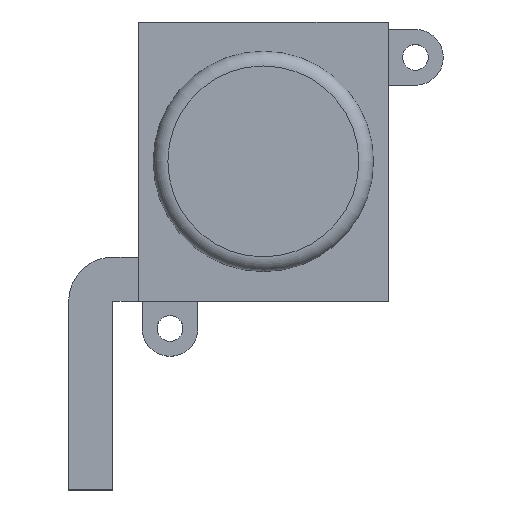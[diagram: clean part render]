
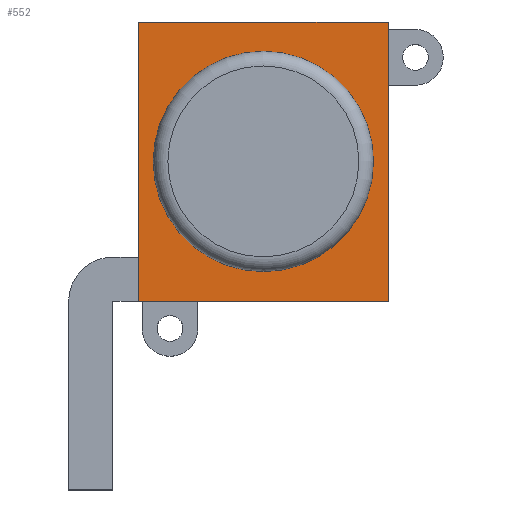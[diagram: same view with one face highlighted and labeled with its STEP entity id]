
A CAD part, top view. The second image highlights one B-rep face of the part: STEP entity #552.
In plain terms, the highlighted planar face has unit normal (0, 0, 1).
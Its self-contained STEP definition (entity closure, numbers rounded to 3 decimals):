
#25=FACE_BOUND('',#222,.T.);
#40=PLANE('',#616);
#74=LINE('',#880,#129);
#77=LINE('',#885,#132);
#81=LINE('',#892,#136);
#85=LINE('',#898,#140);
#129=VECTOR('',#725,10.);
#132=VECTOR('',#730,10.);
#136=VECTOR('',#736,10.);
#140=VECTOR('',#742,10.);
#187=FACE_OUTER_BOUND('',#221,.T.);
#221=EDGE_LOOP('',(#469,#470,#471,#472));
#222=EDGE_LOOP('',(#473));
#244=CIRCLE('',#593,1.75);
#262=VERTEX_POINT('',#812);
#285=VERTEX_POINT('',#877);
#286=VERTEX_POINT('',#879);
#287=VERTEX_POINT('',#884);
#289=VERTEX_POINT('',#891);
#316=EDGE_CURVE('',#262,#262,#244,.T.);
#347=EDGE_CURVE('',#286,#285,#74,.T.);
#350=EDGE_CURVE('',#287,#286,#77,.T.);
#354=EDGE_CURVE('',#289,#287,#81,.T.);
#358=EDGE_CURVE('',#285,#289,#85,.T.);
#469=ORIENTED_EDGE('',*,*,#358,.T.);
#470=ORIENTED_EDGE('',*,*,#354,.T.);
#471=ORIENTED_EDGE('',*,*,#350,.T.);
#472=ORIENTED_EDGE('',*,*,#347,.T.);
#473=ORIENTED_EDGE('',*,*,#316,.T.);
#552=ADVANCED_FACE('',(#187,#25),#40,.T.);
#593=AXIS2_PLACEMENT_3D('',#814,#663,#664);
#616=AXIS2_PLACEMENT_3D('',#899,#743,#744);
#663=DIRECTION('center_axis',(0.,0.,-1.));
#664=DIRECTION('ref_axis',(-1.,0.,0.));
#725=DIRECTION('',(-1.,0.,0.));
#730=DIRECTION('',(0.,1.,0.));
#736=DIRECTION('',(1.,0.,0.));
#742=DIRECTION('',(0.,-1.,0.));
#743=DIRECTION('center_axis',(0.,0.,1.));
#744=DIRECTION('ref_axis',(1.,0.,0.));
#812=CARTESIAN_POINT('',(10.25,9.5,5.35));
#814=CARTESIAN_POINT('Origin',(8.5,9.5,5.35));
#877=CARTESIAN_POINT('',(0.,19.,5.35));
#879=CARTESIAN_POINT('',(17.,19.,5.35));
#880=CARTESIAN_POINT('',(17.,19.,5.35));
#884=CARTESIAN_POINT('',(17.,0.,5.35));
#885=CARTESIAN_POINT('',(17.,0.,5.35));
#891=CARTESIAN_POINT('',(0.,0.,5.35));
#892=CARTESIAN_POINT('',(0.,0.,5.35));
#898=CARTESIAN_POINT('',(0.,19.,5.35));
#899=CARTESIAN_POINT('Origin',(8.5,9.5,5.35));
